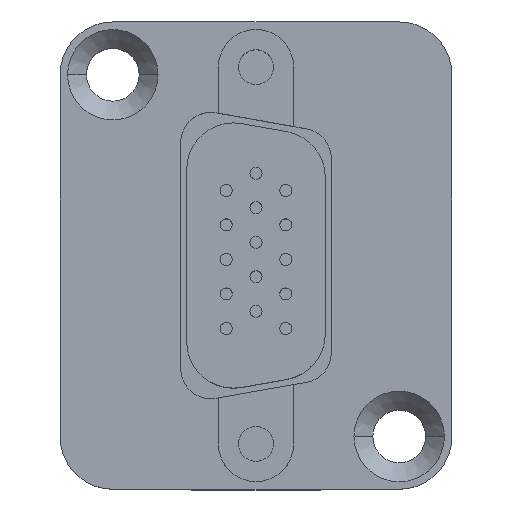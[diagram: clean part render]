
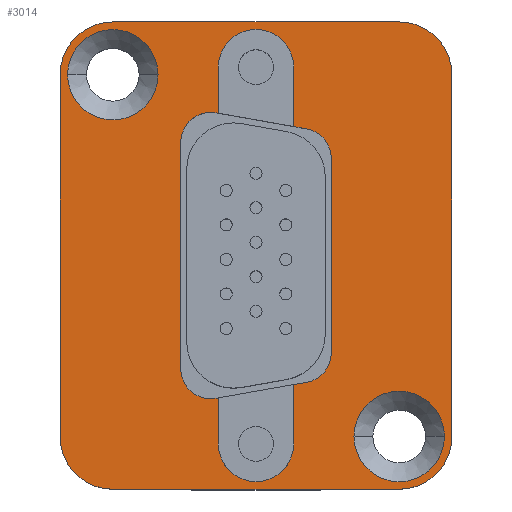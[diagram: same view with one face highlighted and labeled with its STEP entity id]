
A CAD part, top view. The second image highlights one B-rep face of the part: STEP entity #3014.
In plain terms, the highlighted planar face has unit normal (0, 0, 1).
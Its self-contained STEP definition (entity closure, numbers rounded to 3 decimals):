
#171=CARTESIAN_POINT('',(-9.5,-12.,3.5));
#172=DIRECTION('',(0.,0.,1.));
#173=DIRECTION('',(-1.,0.,0.));
#174=AXIS2_PLACEMENT_3D('',#171,#172,#173);
#176=DIRECTION('',(0.,-1.,0.));
#177=VECTOR('',#176,24.);
#178=CARTESIAN_POINT('',(-13.,12.,3.5));
#179=LINE('',#178,#177);
#180=CARTESIAN_POINT('',(-9.5,12.,3.5));
#181=DIRECTION('',(0.,0.,1.));
#182=DIRECTION('',(0.,1.,0.));
#183=AXIS2_PLACEMENT_3D('',#180,#181,#182);
#185=DIRECTION('',(-1.,0.,0.));
#186=VECTOR('',#185,19.);
#187=CARTESIAN_POINT('',(9.5,15.5,3.5));
#188=LINE('',#187,#186);
#189=CARTESIAN_POINT('',(9.5,12.,3.5));
#190=DIRECTION('',(0.,0.,1.));
#191=DIRECTION('',(1.,0.,0.));
#192=AXIS2_PLACEMENT_3D('',#189,#190,#191);
#194=DIRECTION('',(0.,1.,0.));
#195=VECTOR('',#194,24.);
#196=CARTESIAN_POINT('',(13.,-12.,3.5));
#197=LINE('',#196,#195);
#198=CARTESIAN_POINT('',(9.5,-12.,3.5));
#199=DIRECTION('',(0.,0.,1.));
#200=DIRECTION('',(0.,-1.,0.));
#201=AXIS2_PLACEMENT_3D('',#198,#199,#200);
#203=DIRECTION('',(1.,0.,0.));
#204=VECTOR('',#203,19.);
#205=CARTESIAN_POINT('',(-9.5,-15.5,3.5));
#206=LINE('',#205,#204);
#217=CARTESIAN_POINT('',(0.,12.5,3.5));
#218=DIRECTION('',(0.,0.,1.));
#219=DIRECTION('',(1.,0.,0.));
#220=AXIS2_PLACEMENT_3D('',#217,#218,#219);
#222=DIRECTION('',(0.,-1.,0.));
#223=VECTOR('',#222,3.057);
#224=CARTESIAN_POINT('',(-2.5,12.5,3.5));
#225=LINE('',#224,#223);
#226=DIRECTION('',(0.985,-0.174,0.));
#227=VECTOR('',#226,0.155);
#228=CARTESIAN_POINT('',(-2.653,9.47,3.5));
#229=LINE('',#228,#227);
#230=CARTESIAN_POINT('',(-3.,7.5,3.5));
#231=DIRECTION('',(0.,0.,-1.));
#232=DIRECTION('',(-1.,0.,0.));
#233=AXIS2_PLACEMENT_3D('',#230,#231,#232);
#235=DIRECTION('',(0.,1.,0.));
#236=VECTOR('',#235,15.);
#237=CARTESIAN_POINT('',(-5.,-7.5,3.5));
#238=LINE('',#237,#236);
#239=CARTESIAN_POINT('',(-3.,-7.5,3.5));
#240=DIRECTION('',(0.,0.,-1.));
#241=DIRECTION('',(0.174,-0.985,0.));
#242=AXIS2_PLACEMENT_3D('',#239,#240,#241);
#244=DIRECTION('',(-0.985,-0.174,0.));
#245=VECTOR('',#244,0.155);
#246=CARTESIAN_POINT('',(-2.5,-9.443,3.5));
#247=LINE('',#246,#245);
#248=DIRECTION('',(0.,-1.,0.));
#249=VECTOR('',#248,3.057);
#250=CARTESIAN_POINT('',(-2.5,-9.443,3.5));
#251=LINE('',#250,#249);
#252=CARTESIAN_POINT('',(0.,-12.5,3.5));
#253=DIRECTION('',(0.,0.,1.));
#254=DIRECTION('',(-1.,0.,0.));
#255=AXIS2_PLACEMENT_3D('',#252,#253,#254);
#257=DIRECTION('',(0.,1.,0.));
#258=VECTOR('',#257,3.939);
#259=CARTESIAN_POINT('',(2.5,-12.5,3.5));
#260=LINE('',#259,#258);
#261=DIRECTION('',(-0.985,-0.174,0.));
#262=VECTOR('',#261,0.86);
#263=CARTESIAN_POINT('',(3.347,-8.412,3.5));
#264=LINE('',#263,#262);
#265=CARTESIAN_POINT('',(3.,-6.442,3.5));
#266=DIRECTION('',(0.,0.,-1.));
#267=DIRECTION('',(1.,0.,0.));
#268=AXIS2_PLACEMENT_3D('',#265,#266,#267);
#270=DIRECTION('',(0.,-1.,0.));
#271=VECTOR('',#270,12.884);
#272=CARTESIAN_POINT('',(5.,6.442,3.5));
#273=LINE('',#272,#271);
#274=CARTESIAN_POINT('',(3.,6.442,3.5));
#275=DIRECTION('',(0.,0.,-1.));
#276=DIRECTION('',(0.174,0.985,0.));
#277=AXIS2_PLACEMENT_3D('',#274,#275,#276);
#279=DIRECTION('',(0.985,-0.174,0.));
#280=VECTOR('',#279,0.86);
#281=CARTESIAN_POINT('',(2.5,8.561,3.5));
#282=LINE('',#281,#280);
#283=DIRECTION('',(0.,1.,0.));
#284=VECTOR('',#283,3.939);
#285=CARTESIAN_POINT('',(2.5,8.561,3.5));
#286=LINE('',#285,#284);
#297=CARTESIAN_POINT('',(-9.5,12.,3.5));
#298=DIRECTION('',(0.,0.,1.));
#299=DIRECTION('',(1.,0.,0.));
#300=AXIS2_PLACEMENT_3D('',#297,#298,#299);
#302=CARTESIAN_POINT('',(-9.5,12.,3.5));
#303=DIRECTION('',(0.,0.,1.));
#304=DIRECTION('',(-1.,0.,0.));
#305=AXIS2_PLACEMENT_3D('',#302,#303,#304);
#307=CARTESIAN_POINT('',(9.5,-12.,3.5));
#308=DIRECTION('',(0.,0.,1.));
#309=DIRECTION('',(1.,0.,0.));
#310=AXIS2_PLACEMENT_3D('',#307,#308,#309);
#312=CARTESIAN_POINT('',(9.5,-12.,3.5));
#313=DIRECTION('',(0.,0.,1.));
#314=DIRECTION('',(-1.,0.,0.));
#315=AXIS2_PLACEMENT_3D('',#312,#313,#314);
#2177=CARTESIAN_POINT('',(-13.,-12.,3.5));
#2178=CARTESIAN_POINT('',(-9.5,-15.5,3.5));
#2179=VERTEX_POINT('',#2177);
#2180=VERTEX_POINT('',#2178);
#2181=CARTESIAN_POINT('',(9.5,-15.5,3.5));
#2182=VERTEX_POINT('',#2181);
#2183=CARTESIAN_POINT('',(13.,-12.,3.5));
#2184=VERTEX_POINT('',#2183);
#2185=CARTESIAN_POINT('',(13.,12.,3.5));
#2186=VERTEX_POINT('',#2185);
#2187=CARTESIAN_POINT('',(9.5,15.5,3.5));
#2188=VERTEX_POINT('',#2187);
#2189=CARTESIAN_POINT('',(-9.5,15.5,3.5));
#2190=VERTEX_POINT('',#2189);
#2191=CARTESIAN_POINT('',(-13.,12.,3.5));
#2192=VERTEX_POINT('',#2191);
#2205=CARTESIAN_POINT('',(2.5,12.5,3.5));
#2206=CARTESIAN_POINT('',(-2.5,12.5,3.5));
#2207=VERTEX_POINT('',#2205);
#2208=VERTEX_POINT('',#2206);
#2209=CARTESIAN_POINT('',(-5.,-7.5,3.5));
#2210=CARTESIAN_POINT('',(-5.,7.5,3.5));
#2211=VERTEX_POINT('',#2209);
#2212=VERTEX_POINT('',#2210);
#2213=CARTESIAN_POINT('',(-2.653,9.47,3.5));
#2214=VERTEX_POINT('',#2213);
#2215=CARTESIAN_POINT('',(3.347,8.412,3.5));
#2216=CARTESIAN_POINT('',(5.,6.442,3.5));
#2217=VERTEX_POINT('',#2215);
#2218=VERTEX_POINT('',#2216);
#2219=CARTESIAN_POINT('',(5.,-6.442,3.5));
#2220=VERTEX_POINT('',#2219);
#2221=CARTESIAN_POINT('',(3.347,-8.412,3.5));
#2222=VERTEX_POINT('',#2221);
#2223=CARTESIAN_POINT('',(-2.653,-9.47,3.5));
#2224=VERTEX_POINT('',#2223);
#2385=CARTESIAN_POINT('',(-6.5,12.,3.5));
#2386=CARTESIAN_POINT('',(-12.5,12.,3.5));
#2387=VERTEX_POINT('',#2385);
#2388=VERTEX_POINT('',#2386);
#2389=CARTESIAN_POINT('',(12.5,-12.,3.5));
#2390=CARTESIAN_POINT('',(6.5,-12.,3.5));
#2391=VERTEX_POINT('',#2389);
#2392=VERTEX_POINT('',#2390);
#2781=CARTESIAN_POINT('',(-2.5,9.443,3.5));
#2782=VERTEX_POINT('',#2781);
#2783=CARTESIAN_POINT('',(2.5,8.561,3.5));
#2784=VERTEX_POINT('',#2783);
#2785=CARTESIAN_POINT('',(-2.5,-12.5,3.5));
#2786=CARTESIAN_POINT('',(2.5,-12.5,3.5));
#2787=VERTEX_POINT('',#2785);
#2788=VERTEX_POINT('',#2786);
#2789=CARTESIAN_POINT('',(2.5,-8.561,3.5));
#2790=VERTEX_POINT('',#2789);
#2791=CARTESIAN_POINT('',(-2.5,-9.443,3.5));
#2792=VERTEX_POINT('',#2791);
#2947=CARTESIAN_POINT('',(0.,0.,3.5));
#2948=DIRECTION('',(0.,0.,1.));
#2949=DIRECTION('',(1.,0.,0.));
#2950=AXIS2_PLACEMENT_3D('',#2947,#2948,#2949);
#2951=PLANE('',#2950);
#2953=ORIENTED_EDGE('',*,*,#2952,.F.);
#2955=ORIENTED_EDGE('',*,*,#2954,.F.);
#2957=ORIENTED_EDGE('',*,*,#2956,.F.);
#2959=ORIENTED_EDGE('',*,*,#2958,.F.);
#2961=ORIENTED_EDGE('',*,*,#2960,.F.);
#2963=ORIENTED_EDGE('',*,*,#2962,.F.);
#2965=ORIENTED_EDGE('',*,*,#2964,.F.);
#2967=ORIENTED_EDGE('',*,*,#2966,.F.);
#2968=EDGE_LOOP('',(#2953,#2955,#2957,#2959,#2961,#2963,#2965,#2967));
#2969=FACE_OUTER_BOUND('',#2968,.F.);
#2971=ORIENTED_EDGE('',*,*,#2970,.T.);
#2973=ORIENTED_EDGE('',*,*,#2972,.T.);
#2975=ORIENTED_EDGE('',*,*,#2974,.F.);
#2977=ORIENTED_EDGE('',*,*,#2976,.F.);
#2979=ORIENTED_EDGE('',*,*,#2978,.F.);
#2981=ORIENTED_EDGE('',*,*,#2980,.F.);
#2983=ORIENTED_EDGE('',*,*,#2982,.F.);
#2985=ORIENTED_EDGE('',*,*,#2984,.T.);
#2987=ORIENTED_EDGE('',*,*,#2986,.T.);
#2989=ORIENTED_EDGE('',*,*,#2988,.T.);
#2991=ORIENTED_EDGE('',*,*,#2990,.F.);
#2993=ORIENTED_EDGE('',*,*,#2992,.F.);
#2995=ORIENTED_EDGE('',*,*,#2994,.F.);
#2997=ORIENTED_EDGE('',*,*,#2996,.F.);
#2999=ORIENTED_EDGE('',*,*,#2998,.F.);
#3001=ORIENTED_EDGE('',*,*,#3000,.T.);
#3002=EDGE_LOOP('',(#2971,#2973,#2975,#2977,#2979,#2981,#2983,#2985,#2987,#2989,
#2991,#2993,#2995,#2997,#2999,#3001));
#3003=FACE_BOUND('',#3002,.F.);
#3004=ORIENTED_EDGE('',*,*,#2927,.T.);
#3005=ORIENTED_EDGE('',*,*,#2941,.T.);
#3006=EDGE_LOOP('',(#3004,#3005));
#3007=FACE_BOUND('',#3006,.F.);
#3009=ORIENTED_EDGE('',*,*,#3008,.T.);
#3011=ORIENTED_EDGE('',*,*,#3010,.T.);
#3012=EDGE_LOOP('',(#3009,#3011));
#3013=FACE_BOUND('',#3012,.F.);
#3014=ADVANCED_FACE('',(#2969,#3003,#3007,#3013),#2951,.T.);
#175=CIRCLE('',#174,3.5);
#184=CIRCLE('',#183,3.5);
#193=CIRCLE('',#192,3.5);
#202=CIRCLE('',#201,3.5);
#221=CIRCLE('',#220,2.5);
#234=CIRCLE('',#233,2.);
#243=CIRCLE('',#242,2.);
#256=CIRCLE('',#255,2.5);
#269=CIRCLE('',#268,2.);
#278=CIRCLE('',#277,2.);
#301=CIRCLE('',#300,3.);
#306=CIRCLE('',#305,3.);
#311=CIRCLE('',#310,3.);
#316=CIRCLE('',#315,3.);
#2927=EDGE_CURVE('',#2387,#2388,#301,.T.);
#2941=EDGE_CURVE('',#2388,#2387,#306,.T.);
#2952=EDGE_CURVE('',#2179,#2180,#175,.T.);
#2954=EDGE_CURVE('',#2192,#2179,#179,.T.);
#2956=EDGE_CURVE('',#2190,#2192,#184,.T.);
#2958=EDGE_CURVE('',#2188,#2190,#188,.T.);
#2960=EDGE_CURVE('',#2186,#2188,#193,.T.);
#2962=EDGE_CURVE('',#2184,#2186,#197,.T.);
#2964=EDGE_CURVE('',#2182,#2184,#202,.T.);
#2966=EDGE_CURVE('',#2180,#2182,#206,.T.);
#2970=EDGE_CURVE('',#2207,#2208,#221,.T.);
#2972=EDGE_CURVE('',#2208,#2782,#225,.T.);
#2974=EDGE_CURVE('',#2214,#2782,#229,.T.);
#2976=EDGE_CURVE('',#2212,#2214,#234,.T.);
#2978=EDGE_CURVE('',#2211,#2212,#238,.T.);
#2980=EDGE_CURVE('',#2224,#2211,#243,.T.);
#2982=EDGE_CURVE('',#2792,#2224,#247,.T.);
#2984=EDGE_CURVE('',#2792,#2787,#251,.T.);
#2986=EDGE_CURVE('',#2787,#2788,#256,.T.);
#2988=EDGE_CURVE('',#2788,#2790,#260,.T.);
#2990=EDGE_CURVE('',#2222,#2790,#264,.T.);
#2992=EDGE_CURVE('',#2220,#2222,#269,.T.);
#2994=EDGE_CURVE('',#2218,#2220,#273,.T.);
#2996=EDGE_CURVE('',#2217,#2218,#278,.T.);
#2998=EDGE_CURVE('',#2784,#2217,#282,.T.);
#3000=EDGE_CURVE('',#2784,#2207,#286,.T.);
#3008=EDGE_CURVE('',#2391,#2392,#311,.T.);
#3010=EDGE_CURVE('',#2392,#2391,#316,.T.);
